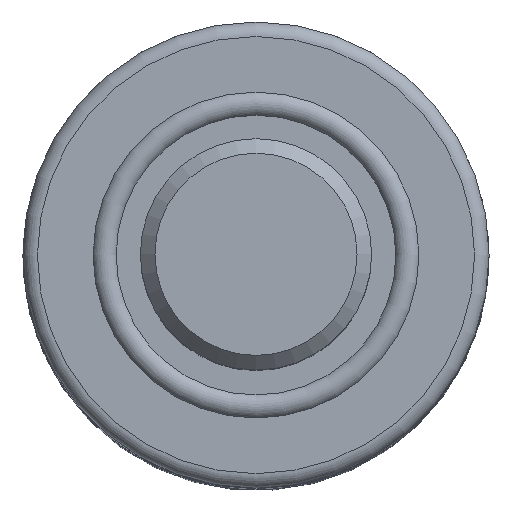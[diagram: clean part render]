
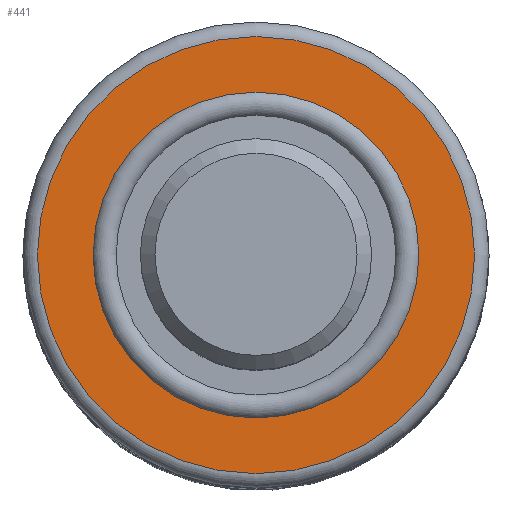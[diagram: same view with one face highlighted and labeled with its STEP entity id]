
A CAD part, top view. The second image highlights one B-rep face of the part: STEP entity #441.
In plain terms, the highlighted planar face has unit normal (0, 0, 1).
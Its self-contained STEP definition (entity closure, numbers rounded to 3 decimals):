
#76=PLANE($,#493);
#92=FACE_BOUND($,#201,.T.);
#128=CIRCLE($,#494,15.);
#129=CIRCLE($,#495,11.18);
#159=FACE_OUTER_BOUND($,#200,.T.);
#200=EDGE_LOOP($,(#374));
#201=EDGE_LOOP($,(#375));
#267=VERTEX_POINT($,#843);
#268=VERTEX_POINT($,#845);
#311=EDGE_CURVE($,#267,#267,#128,.T.);
#312=EDGE_CURVE($,#268,#268,#129,.T.);
#374=ORIENTED_EDGE($,*,*,#311,.F.);
#375=ORIENTED_EDGE($,*,*,#312,.F.);
#441=ADVANCED_FACE($,(#159,#92),#76,.F.);
#493=AXIS2_PLACEMENT_3D($,#842,#598,#599);
#494=AXIS2_PLACEMENT_3D($,#844,#600,#601);
#495=AXIS2_PLACEMENT_3D($,#846,#602,#603);
#598=DIRECTION('center_axis',(0.,0.,-1.));
#599=DIRECTION('ref_axis',(-1.,0.,0.));
#600=DIRECTION('center_axis',(0.,0.,-1.));
#601=DIRECTION('ref_axis',(-1.,0.,0.));
#602=DIRECTION('center_axis',(0.,0.,1.));
#603=DIRECTION('ref_axis',(-1.,0.,0.));
#842=CARTESIAN_POINT('Origin',(0.,0.,47.));
#843=CARTESIAN_POINT('',(15.,0.,47.));
#844=CARTESIAN_POINT('Origin',(0.,0.,47.));
#845=CARTESIAN_POINT('',(11.18,0.,47.));
#846=CARTESIAN_POINT('Origin',(0.,0.,47.));
